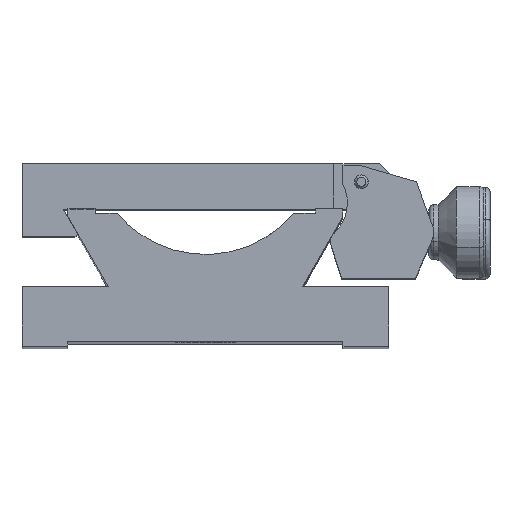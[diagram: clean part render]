
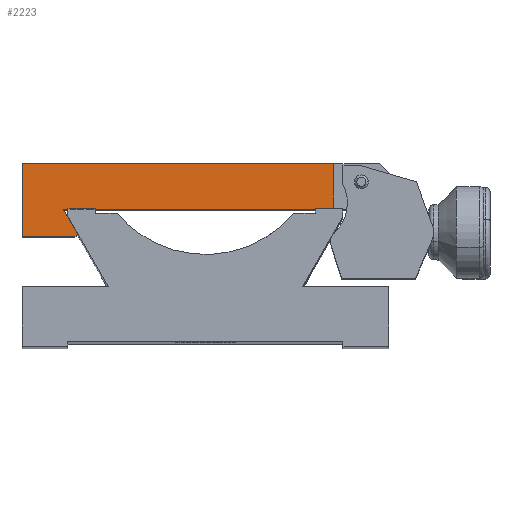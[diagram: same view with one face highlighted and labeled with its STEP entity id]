
A CAD part, top view. The second image highlights one B-rep face of the part: STEP entity #2223.
In plain terms, the highlighted planar face has unit normal (0, 0, 1).
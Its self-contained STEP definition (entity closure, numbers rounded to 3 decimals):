
#1837 = FACE_OUTER_BOUND ( 'NONE', #37356, .T. ) ;
#2050 = EDGE_CURVE ( 'NONE', #33482, #39256, #29562, .T. ) ;
#2223 = ADVANCED_FACE ( 'NONE', ( #1837 ), #38771, .T. ) ;
#2962 = EDGE_CURVE ( 'NONE', #29059, #16429, #5935, .T. ) ;
#3023 = ORIENTED_EDGE ( 'NONE', *, *, #2050, .T. ) ;
#5073 = CARTESIAN_POINT ( 'NONE',  ( -195.021, 7.134, 37.839 ) ) ;
#5238 = CARTESIAN_POINT ( 'NONE',  ( -189.289, -0.866, 37.839 ) ) ;
#5499 = CARTESIAN_POINT ( 'NONE',  ( -195.021, 7.134, 37.839 ) ) ;
#5935 = LINE ( 'NONE', #18327, #28781 ) ;
#6964 = LINE ( 'NONE', #10927, #46403 ) ;
#8676 = ORIENTED_EDGE ( 'NONE', *, *, #35671, .F. ) ;
#9175 = CARTESIAN_POINT ( 'NONE',  ( -195.021, -0.866, 37.839 ) ) ;
#10927 = CARTESIAN_POINT ( 'NONE',  ( -188.789, -0.866, 37.839 ) ) ;
#12474 = CARTESIAN_POINT ( 'NONE',  ( -188.972, -0.549, 37.839 ) ) ;
#12840 = ORIENTED_EDGE ( 'NONE', *, *, #17918, .T. ) ;
#15177 = VECTOR ( 'NONE', #25396, 1000. ) ;
#15381 = DIRECTION ( 'NONE',  ( -0.5, 0.866, 0. ) ) ;
#15792 = ORIENTED_EDGE ( 'NONE', *, *, #20542, .T. ) ;
#16429 = VERTEX_POINT ( 'NONE', #9175 ) ;
#17679 = CARTESIAN_POINT ( 'NONE',  ( -180.655, 7.768, 37.839 ) ) ;
#17918 = EDGE_CURVE ( 'NONE', #23360, #29059, #41221, .T. ) ;
#18327 = CARTESIAN_POINT ( 'NONE',  ( -195.021, 7.134, 37.839 ) ) ;
#19651 = EDGE_CURVE ( 'NONE', #16429, #33482, #43410, .T. ) ;
#20506 = CARTESIAN_POINT ( 'NONE',  ( -161.021, 7.134, 37.839 ) ) ;
#20542 = EDGE_CURVE ( 'NONE', #39256, #46187, #6964, .T. ) ;
#20921 = VECTOR ( 'NONE', #48932, 1000. ) ;
#23360 = VERTEX_POINT ( 'NONE', #25796 ) ;
#23385 = CARTESIAN_POINT ( 'NONE',  ( -195.021, -0.866, 37.839 ) ) ;
#24372 = ORIENTED_EDGE ( 'NONE', *, *, #30366, .T. ) ;
#25014 = CARTESIAN_POINT ( 'NONE',  ( -161.021, 2.134, 37.839 ) ) ;
#25396 = DIRECTION ( 'NONE',  ( -1., 0., 0. ) ) ;
#25796 = CARTESIAN_POINT ( 'NONE',  ( -161.021, 7.134, 37.839 ) ) ;
#26892 = CARTESIAN_POINT ( 'NONE',  ( -175.021, 2.134, 37.839 ) ) ;
#28781 = VECTOR ( 'NONE', #33655, 1000. ) ;
#29059 = VERTEX_POINT ( 'NONE', #5499 ) ;
#29562 = LINE ( 'NONE', #17679, #35156 ) ;
#30366 = EDGE_CURVE ( 'NONE', #46187, #37203, #40239, .T. ) ;
#30372 = ORIENTED_EDGE ( 'NONE', *, *, #2962, .T. ) ;
#31176 = VECTOR ( 'NONE', #42390, 1000. ) ;
#33482 = VERTEX_POINT ( 'NONE', #5238 ) ;
#33655 = DIRECTION ( 'NONE',  ( 0., -1., 0. ) ) ;
#33786 = DIRECTION ( 'NONE',  ( 0.707, 0.707, 0. ) ) ;
#34028 = DIRECTION ( 'NONE',  ( 0., 0., 1. ) ) ;
#35156 = VECTOR ( 'NONE', #33786, 1000. ) ;
#35671 = EDGE_CURVE ( 'NONE', #23360, #37203, #40817, .T. ) ;
#37203 = VERTEX_POINT ( 'NONE', #25014 ) ;
#37356 = EDGE_LOOP ( 'NONE', ( #8676, #12840, #30372, #39810, #3023, #15792, #24372 ) ) ;
#38771 = PLANE ( 'NONE',  #46121 ) ;
#39256 = VERTEX_POINT ( 'NONE', #12474 ) ;
#39810 = ORIENTED_EDGE ( 'NONE', *, *, #19651, .T. ) ;
#40239 = LINE ( 'NONE', #41021, #20921 ) ;
#40817 = LINE ( 'NONE', #20506, #42120 ) ;
#41021 = CARTESIAN_POINT ( 'NONE',  ( -190.521, 2.134, 37.839 ) ) ;
#41221 = LINE ( 'NONE', #5073, #15177 ) ;
#42120 = VECTOR ( 'NONE', #45033, 1000. ) ;
#42390 = DIRECTION ( 'NONE',  ( 1., 0., 0. ) ) ;
#42977 = DIRECTION ( 'NONE',  ( 1., 0., 0. ) ) ;
#43410 = LINE ( 'NONE', #23385, #31176 ) ;
#45033 = DIRECTION ( 'NONE',  ( 0., -1., 0. ) ) ;
#46121 = AXIS2_PLACEMENT_3D ( 'NONE', #26892, #34028, #42977 ) ;
#46187 = VERTEX_POINT ( 'NONE', #49802 ) ;
#46403 = VECTOR ( 'NONE', #15381, 1000. ) ;
#48932 = DIRECTION ( 'NONE',  ( 1., 0., 0. ) ) ;
#49802 = CARTESIAN_POINT ( 'NONE',  ( -190.521, 2.134, 37.839 ) ) ;
